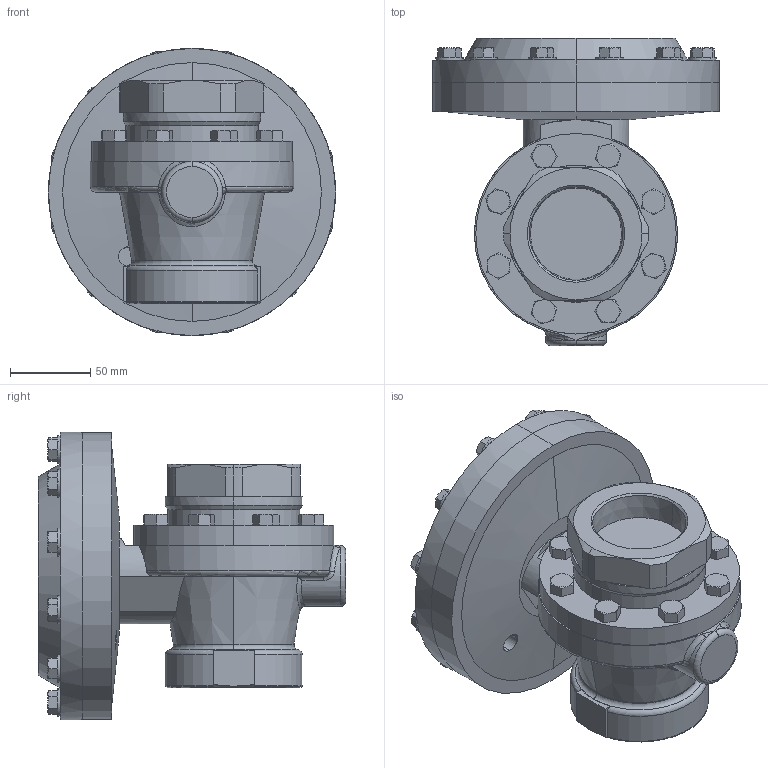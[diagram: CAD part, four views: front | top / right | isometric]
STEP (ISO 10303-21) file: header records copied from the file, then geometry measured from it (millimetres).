
FILE_DESCRIPTION (( 'STEP AP203' ), '1' );
FILE_NAME ('56-200-CS+S6-PT.step', '2017-10-04T15:19:38', ( '' ), ( '' ), 'SwSTEP 2.0', 'SolidWorks 2014', '' );
FILE_SCHEMA (( 'CONFIG_CONTROL_DESIGN' ));
Length unit declared in the file: inch
Products named in the file (1): 56-200-CS+S6-PT
Bounding box: 179.32 x 191.86 x 179.32 mm (x, y, z)
Volume: 2046734.2 mm3; surface area: 152625.5 mm2
Topology: 1 solids, 1 shells, 427 faces, 1005 edges, 609 vertices
Faces by surface type: plane 209, cone 139, cylinder 59, torus 13, bspline 7
Entity records: 14038 total; most frequent: CARTESIAN_POINT 4542, ORIENTED_EDGE 2010, DIRECTION 1897, EDGE_CURVE 1005, AXIS2_PLACEMENT_3D 767, VERTEX_POINT 609, EDGE_LOOP 456, FACE_OUTER_BOUND 427
